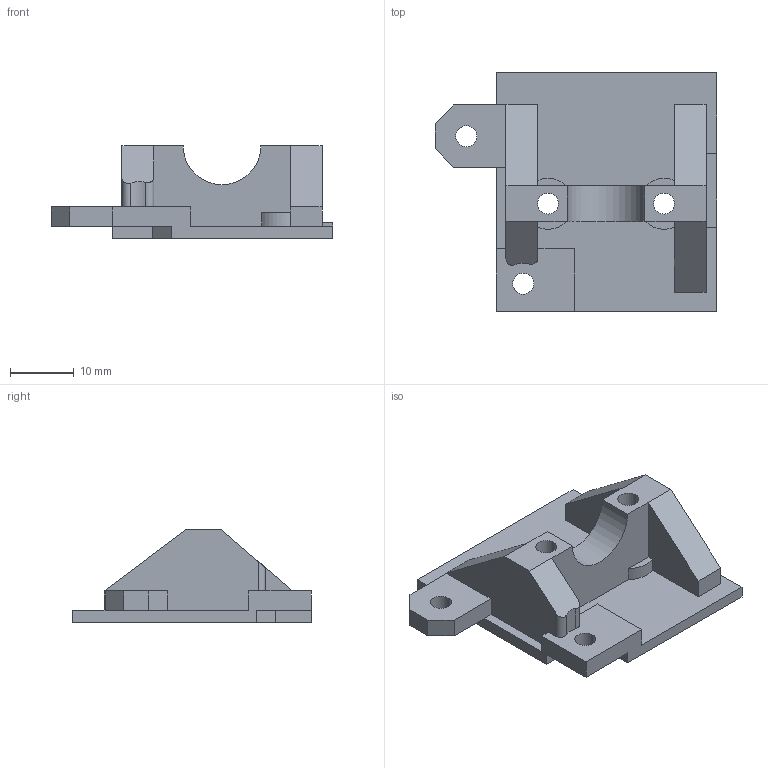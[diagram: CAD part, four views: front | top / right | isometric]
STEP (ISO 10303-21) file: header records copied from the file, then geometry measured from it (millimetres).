
FILE_DESCRIPTION (( 'STEP AP214' ), '1' );
FILE_NAME ('V6_adapter_down.STEP', '2025-02-13T14:24:06', ( '' ), ( '' ), 'SwSTEP 2.0', 'SolidWorks 2024', '' );
FILE_SCHEMA (( 'AUTOMOTIVE_DESIGN' ));
Length unit declared in the file: millimetre
Products named in the file (1): V6_adapter_down
Bounding box: 44.22 x 37.5 x 14.5 mm (x, y, z)
Volume: 6233.2 mm3; surface area: 4969.4 mm2
Topology: 1 solids, 1 shells, 79 faces, 219 edges, 144 vertices
Faces by surface type: plane 61, cylinder 18
Entity records: 2537 total; most frequent: CARTESIAN_POINT 452, ORIENTED_EDGE 438, DIRECTION 409, EDGE_CURVE 219, LINE 183, VECTOR 183, VERTEX_POINT 144, AXIS2_PLACEMENT_3D 113
